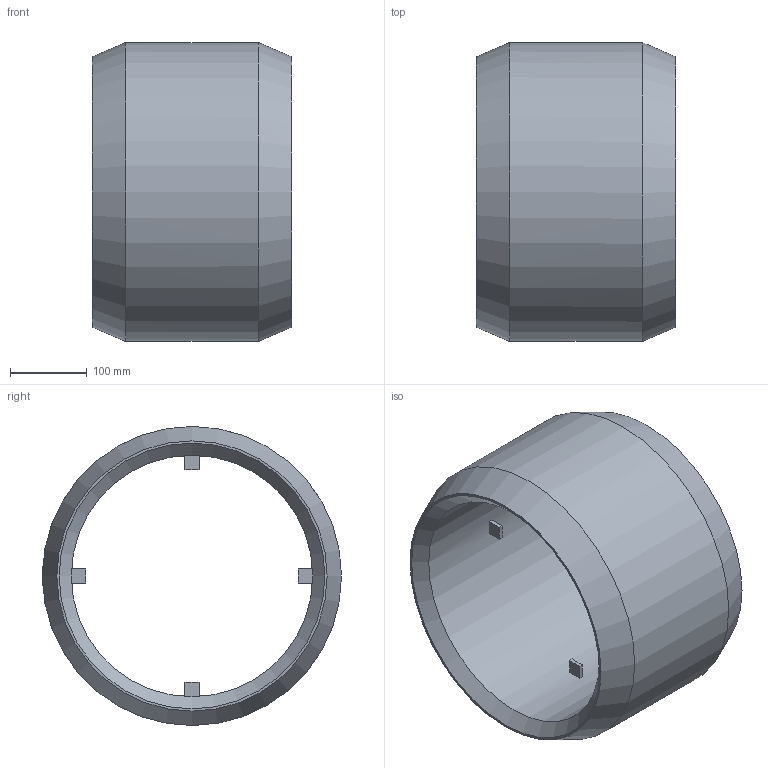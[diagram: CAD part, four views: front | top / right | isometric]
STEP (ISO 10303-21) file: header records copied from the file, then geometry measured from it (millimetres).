
FILE_DESCRIPTION(/* description */ ('PE E-Coupler, Ø315, SDR7,4/11/17/26'),/* implementation_level */ '2;1');
FILE_NAME(/* name */ 'MEL11-RC-315',/* time_stamp */ '2021-09-21T16:48:05+02:00',/* author */ ('COAB Solutions'),/* organization */ ('GPA Flowsystem'),/* preprocessor_version */ '',/* originating_system */ 'www.coabsolutions.com',/* authorisation */ '');
FILE_SCHEMA (('AUTOMOTIVE_DESIGN { 1 0 10303 214 3 1 1 }'));
Length unit declared in the file: millimetre
Products named in the file (1): MEL11-RC-315 SDR 26-7,4_5
Bounding box: 260 x 390 x 390 mm (x, y, z)
Volume: 9584683.6 mm3; surface area: 606107.3 mm2
Topology: 1 solids, 1 shells, 54 faces, 111 edges, 69 vertices
Faces by surface type: plane 26, cylinder 18, cone 10
Full cylindrical faces by diameter (mm): 5 x2, 8 x2, 12 x2, 16 x2, 315 x1, 390 x1
Entity records: 1589 total; most frequent: CARTESIAN_POINT 379, DIRECTION 261, ORIENTED_EDGE 222, EDGE_CURVE 111, AXIS2_PLACEMENT_3D 104, VERTEX_POINT 69, EDGE_LOOP 66, FACE_OUTER_BOUND 54
